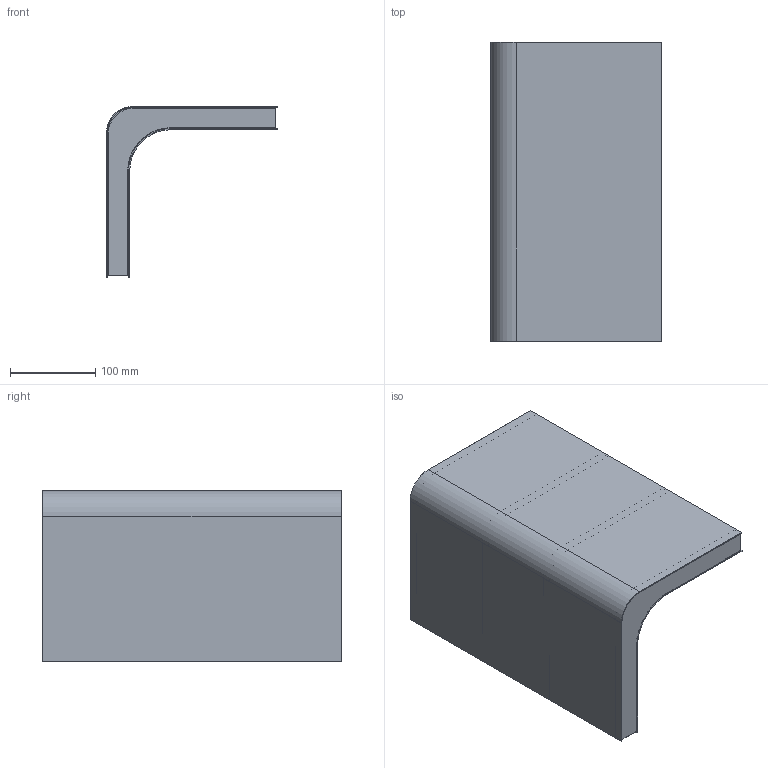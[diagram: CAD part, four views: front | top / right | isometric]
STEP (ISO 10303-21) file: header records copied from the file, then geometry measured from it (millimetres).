
FILE_DESCRIPTION (( 'STEP AP214' ), '1' );
FILE_NAME ('7400656_KSTP1.stp', '2016-10-15T06:19:19', ( '' ), ( '' ), 'SwSTEP 2.0', 'SolidWorks 2016', '' );
FILE_SCHEMA (( 'AUTOMOTIVE_DESIGN' ));
Length unit declared in the file: millimetre
Products named in the file (4): 7400656_KSTP1; 42836J_Nennh”he 27; 42197B_f〉 H=27, B=350; 42189C_f〉 B=350
Assembly tree (6 placements, depth 2):
  7400656_KSTP1
    42836J_Nennh”he 27  x4
    42189C_f〉 B=350
    42197B_f〉 H=27, B=350
Bounding box: 200 x 350 x 200 mm (x, y, z)
Volume: 358159.3 mm3; surface area: 631496.1 mm2
Topology: 6 solids, 6 shells, 92 faces, 240 edges, 160 vertices
Faces by surface type: plane 72, cylinder 20
Entity records: 1314 total; most frequent: CARTESIAN_POINT 207, DIRECTION 206, ORIENTED_EDGE 192, EDGE_CURVE 96, LINE 80, VECTOR 80, VERTEX_POINT 64, AXIS2_PLACEMENT_3D 63
